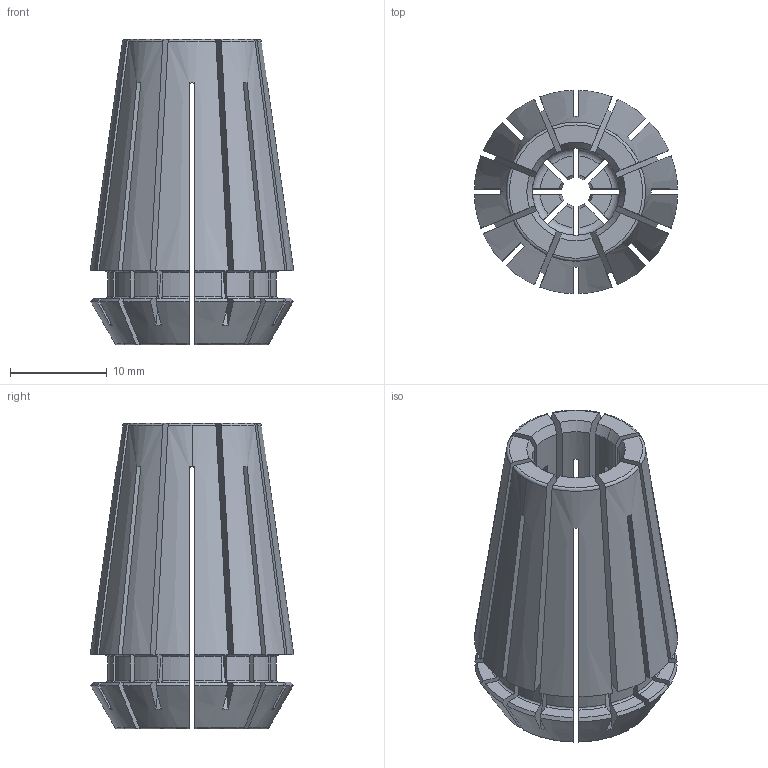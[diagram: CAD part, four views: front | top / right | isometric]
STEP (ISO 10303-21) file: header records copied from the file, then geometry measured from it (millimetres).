
FILE_DESCRIPTION(/* description */ ('Alibre Inc.'),/* implementation_level */ '2;1');
FILE_NAME(/* name */ 'export-6D5227B4-10EB-4916-AB5A-1EC609C4E875',/* time_stamp */ '2024-09-16T10:13:43+02:00',/* author */ (''),/* organization */ (''),/* preprocessor_version */ 'ST-DEVELOPER v17',/* originating_system */ 'Alibre',/* authorisation */ '');
FILE_SCHEMA (('AUTOMOTIVE_DESIGN'));
Length unit declared in the file: millimetre
Products named in the file (1): NOCUT
Bounding box: 20.99 x 20.99 x 31.5 mm (x, y, z)
Volume: 5616.2 mm3; surface area: 6736.8 mm2
Topology: 1 solids, 1 shells, 259 faces, 767 edges, 508 vertices
Faces by surface type: plane 104, torus 72, cone 42, cylinder 41
Full cylindrical faces by diameter (mm): 9 x1
Entity records: 8906 total; most frequent: CARTESIAN_POINT 2245, ORIENTED_EDGE 1534, DIRECTION 1203, EDGE_CURVE 767, AXIS2_PLACEMENT_3D 552, VERTEX_POINT 508, CIRCLE 285, VECTOR 275
